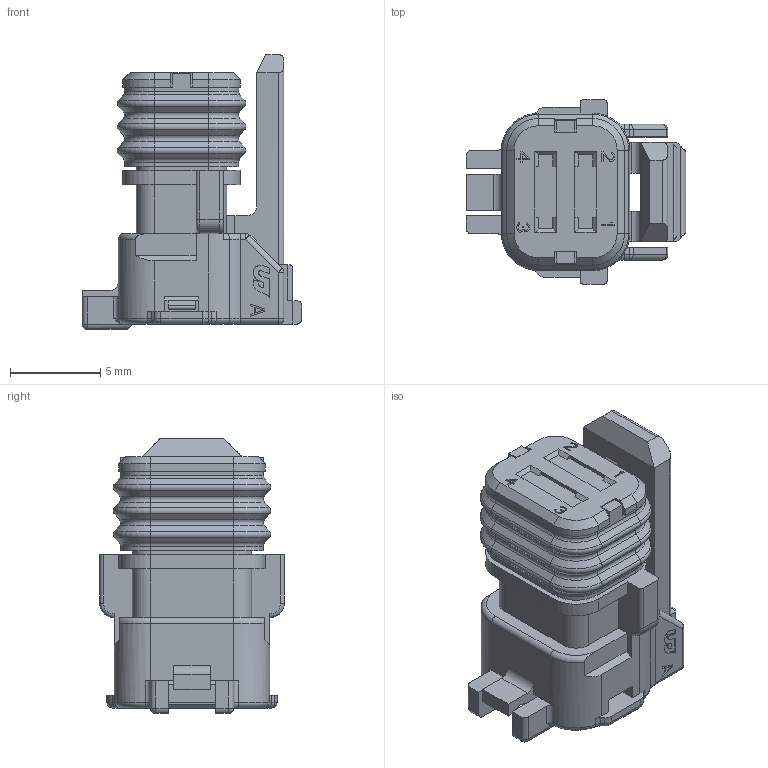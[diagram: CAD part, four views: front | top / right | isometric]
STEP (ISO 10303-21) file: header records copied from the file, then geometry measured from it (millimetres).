
FILE_DESCRIPTION((''),'2;1');
FILE_NAME('020_SLD_4F_ASSY_ASM','2019-12-24T',('jhryu'),(''),'CREO PARAMETRIC BY PTC INC, 2018360','CREO PARAMETRIC BY PTC INC, 2018360','');
FILE_SCHEMA(('CONFIG_CONTROL_DESIGN'));
Length unit declared in the file: millimetre
Products named in the file (5): 020_SLD_4F_HSG_AFTER; 020_SLD_4F_INNER_SEAL_AFTER; 020_4P_BLOCK_SEAL; 020_4P_COVER; 020_SLD_4F_ASSY_ASM
Assembly tree (4 placements, depth 2):
  020_SLD_4F_ASSY_ASM
    020_SLD_4F_HSG_AFTER
    020_SLD_4F_INNER_SEAL_AFTER
    020_4P_BLOCK_SEAL
    020_4P_COVER
Bounding box: 12.15 x 10.2 x 15.2 mm (x, y, z)
Volume: 761.6 mm3; surface area: 1505.7 mm2
Topology: 4 solids, 4 shells, 964 faces, 2372 edges, 1426 vertices
Faces by surface type: plane 547, cylinder 189, torus 114, cone 100, sphere 10, bspline 4
Entity records: 28242 total; most frequent: CARTESIAN_POINT 5054, DIRECTION 4928, ORIENTED_EDGE 4740, EDGE_CURVE 2370, VECTOR 1706, LINE 1706, AXIS2_PLACEMENT_3D 1611, VERTEX_POINT 1426
